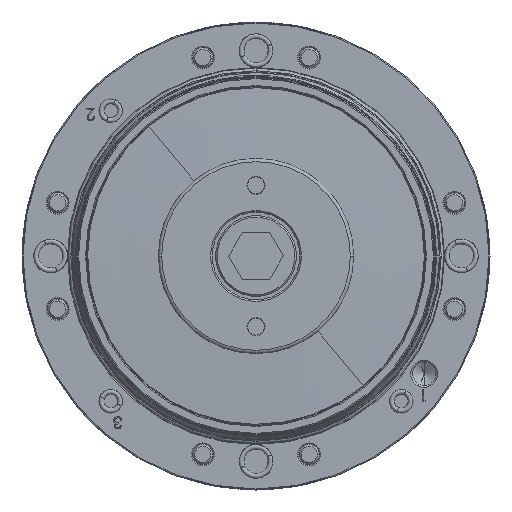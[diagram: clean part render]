
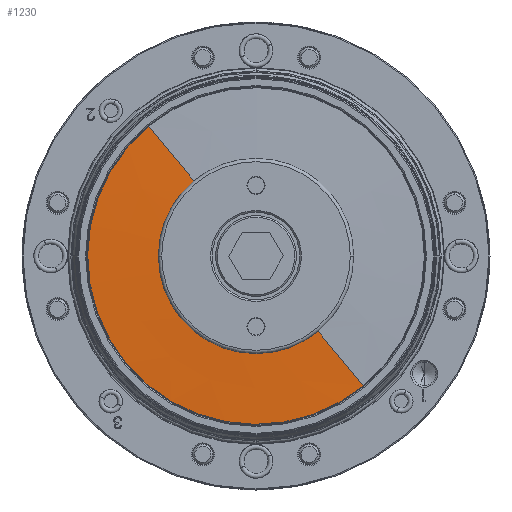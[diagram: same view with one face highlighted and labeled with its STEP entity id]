
A CAD part, front view. The second image highlights one B-rep face of the part: STEP entity #1230.
In plain terms, the highlighted conical face has half-angle 87.853 degrees and reference radius 50 mm.
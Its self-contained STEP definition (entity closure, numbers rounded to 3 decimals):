
#194 = CARTESIAN_POINT ( 'NONE',  ( 0., -81.387, 0. ) ) ;
#1230 = ADVANCED_FACE ( 'NONE', ( #7033 ), #6008, .T. ) ;
#2483 = CARTESIAN_POINT ( 'NONE',  ( 0., -81.387, 0. ) ) ;
#3373 = DIRECTION ( 'NONE',  ( 0., -1., 0. ) ) ;
#3901 = EDGE_CURVE ( 'NONE', #11336, #27519, #33675, .T. ) ;
#4130 = EDGE_LOOP ( 'NONE', ( #34715, #10537, #32537, #25133, #30287 ) ) ;
#5050 = EDGE_CURVE ( 'NONE', #27519, #11196, #8556, .T. ) ;
#5094 = VERTEX_POINT ( 'NONE', #25116 ) ;
#6008 = CONICAL_SURFACE ( 'NONE', #29982, 50., 1.533 ) ;
#6575 = VECTOR ( 'NONE', #40749, 1000. ) ;
#7033 = FACE_OUTER_BOUND ( 'NONE', #4130, .T. ) ;
#7464 = CIRCLE ( 'NONE', #19660, 50. ) ;
#7996 = AXIS2_PLACEMENT_3D ( 'NONE', #31585, #12150, #18514 ) ;
#8556 = CIRCLE ( 'NONE', #7996, 28.465 ) ;
#8720 = VECTOR ( 'NONE', #38494, 1000. ) ;
#9649 = LINE ( 'NONE', #26005, #8720 ) ;
#10537 = ORIENTED_EDGE ( 'NONE', *, *, #23261, .T. ) ;
#10927 = DIRECTION ( 'NONE',  ( 0., 1., 0. ) ) ;
#11119 = VERTEX_POINT ( 'NONE', #25224 ) ;
#11196 = VERTEX_POINT ( 'NONE', #40619 ) ;
#11336 = VERTEX_POINT ( 'NONE', #38805 ) ;
#12150 = DIRECTION ( 'NONE',  ( 0., 1., 0. ) ) ;
#12882 = DIRECTION ( 'NONE',  ( -0.637, 0., 0.771 ) ) ;
#14105 = CARTESIAN_POINT ( 'NONE',  ( 0., -82.194, 0. ) ) ;
#14992 = LINE ( 'NONE', #28111, #6575 ) ;
#17724 = EDGE_CURVE ( 'NONE', #11336, #11119, #9649, .T. ) ;
#18485 = DIRECTION ( 'NONE',  ( 0., 1., 0. ) ) ;
#18514 = DIRECTION ( 'NONE',  ( 0., 0., 1. ) ) ;
#19660 = AXIS2_PLACEMENT_3D ( 'NONE', #194, #3373, #12882 ) ;
#20843 = DIRECTION ( 'NONE',  ( 0., 0., 1. ) ) ;
#23261 = EDGE_CURVE ( 'NONE', #11196, #5094, #14992, .T. ) ;
#23688 = EDGE_CURVE ( 'NONE', #5094, #11119, #7464, .T. ) ;
#25116 = CARTESIAN_POINT ( 'NONE',  ( -31.834, -81.387, 38.556 ) ) ;
#25133 = ORIENTED_EDGE ( 'NONE', *, *, #17724, .F. ) ;
#25224 = CARTESIAN_POINT ( 'NONE',  ( 31.834, -81.387, -38.556 ) ) ;
#26005 = CARTESIAN_POINT ( 'NONE',  ( 31.834, -81.387, -38.556 ) ) ;
#27519 = VERTEX_POINT ( 'NONE', #38074 ) ;
#28111 = CARTESIAN_POINT ( 'NONE',  ( -31.834, -81.387, 38.556 ) ) ;
#29982 = AXIS2_PLACEMENT_3D ( 'NONE', #2483, #18485, #34337 ) ;
#30287 = ORIENTED_EDGE ( 'NONE', *, *, #3901, .T. ) ;
#31585 = CARTESIAN_POINT ( 'NONE',  ( 0., -82.194, 0. ) ) ;
#32537 = ORIENTED_EDGE ( 'NONE', *, *, #23688, .T. ) ;
#33675 = CIRCLE ( 'NONE', #35065, 28.465 ) ;
#34337 = DIRECTION ( 'NONE',  ( 0.637, 0., -0.771 ) ) ;
#34715 = ORIENTED_EDGE ( 'NONE', *, *, #5050, .T. ) ;
#35065 = AXIS2_PLACEMENT_3D ( 'NONE', #14105, #10927, #20843 ) ;
#38074 = CARTESIAN_POINT ( 'NONE',  ( -28.465, -82.194, 0. ) ) ;
#38494 = DIRECTION ( 'NONE',  ( 0.636, 0.037, -0.771 ) ) ;
#38805 = CARTESIAN_POINT ( 'NONE',  ( 18.124, -82.194, -21.95 ) ) ;
#40619 = CARTESIAN_POINT ( 'NONE',  ( -18.124, -82.194, 21.95 ) ) ;
#40749 = DIRECTION ( 'NONE',  ( -0.636, 0.037, 0.771 ) ) ;
